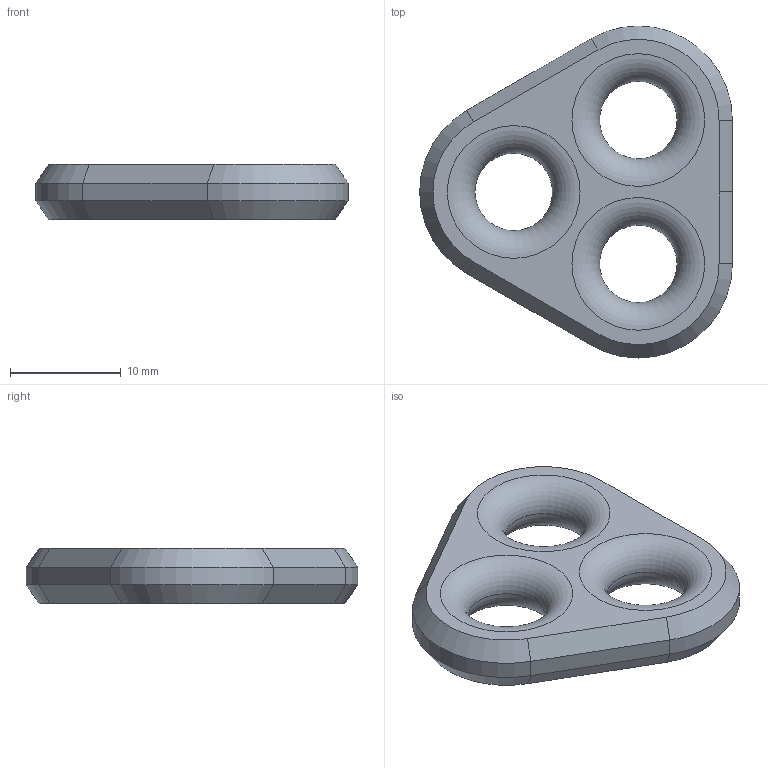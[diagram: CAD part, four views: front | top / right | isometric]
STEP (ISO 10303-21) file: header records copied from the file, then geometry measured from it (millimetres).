
FILE_DESCRIPTION(('FreeCAD Model'),'2;1');
FILE_NAME('Open CASCADE Shape Model','2024-01-28T11:36:11',(''),(''), 'Open CASCADE STEP processor 7.6','FreeCAD','Unknown');
FILE_SCHEMA(('AUTOMOTIVE_DESIGN { 1 0 10303 214 1 1 1 1 }'));
Length unit declared in the file: millimetre
Products named in the file (1): TripleLink
Bounding box: 28.26 x 30 x 5 mm (x, y, z)
Volume: 2191.7 mm3; surface area: 1541.1 mm2
Topology: 1 solids, 1 shells, 32 faces, 70 edges, 40 vertices
Faces by surface type: plane 14, torus 6, cone 6, cylinder 6
Full cylindrical faces by diameter (mm): 7 x3
Entity records: 898 total; most frequent: DIRECTION 166, CARTESIAN_POINT 143, ORIENTED_EDGE 140, EDGE_CURVE 70, AXIS2_PLACEMENT_3D 63, VERTEX_POINT 40, LINE 40, VECTOR 40
